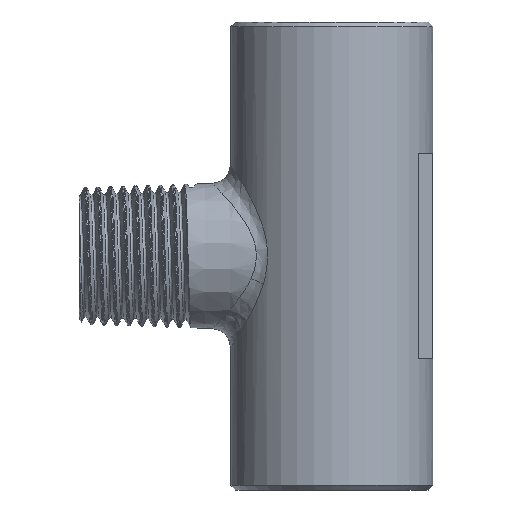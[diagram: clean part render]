
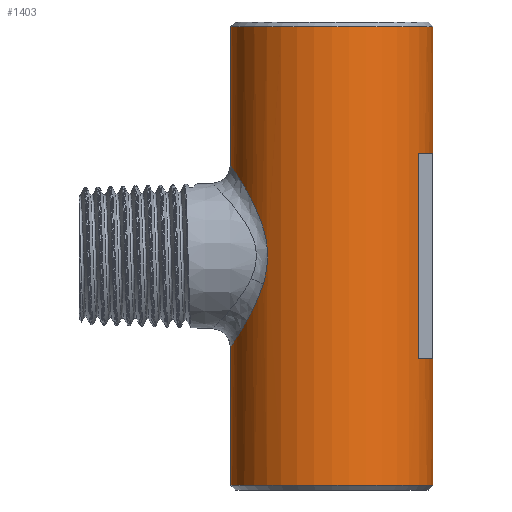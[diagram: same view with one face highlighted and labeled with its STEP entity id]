
A CAD part, front view. The second image highlights one B-rep face of the part: STEP entity #1403.
In plain terms, the highlighted cylindrical face has radius 10.8 mm (diameter 21.6 mm), a full revolution.
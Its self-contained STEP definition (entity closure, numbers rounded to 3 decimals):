
#28=CYLINDRICAL_SURFACE('',#1459,10.8);
#53=CIRCLE('',#1443,10.8);
#54=CIRCLE('',#1445,10.8);
#55=CIRCLE('',#1447,10.8);
#56=CIRCLE('',#1450,10.8);
#61=CIRCLE('',#1460,10.8);
#62=CIRCLE('',#1461,10.8);
#77=LINE('',#26318,#101);
#85=LINE('',#26341,#109);
#101=VECTOR('',#1519,1000.);
#109=VECTOR('',#1541,1000.);
#603=ORIENTED_EDGE('',*,*,#904,.F.);
#604=ORIENTED_EDGE('',*,*,#908,.F.);
#605=ORIENTED_EDGE('',*,*,#911,.F.);
#606=ORIENTED_EDGE('',*,*,#914,.F.);
#607=ORIENTED_EDGE('',*,*,#905,.F.);
#608=ORIENTED_EDGE('',*,*,#900,.F.);
#609=ORIENTED_EDGE('',*,*,#921,.T.);
#610=ORIENTED_EDGE('',*,*,#922,.T.);
#611=ORIENTED_EDGE('',*,*,#893,.T.);
#612=ORIENTED_EDGE('',*,*,#892,.T.);
#613=ORIENTED_EDGE('',*,*,#923,.T.);
#614=ORIENTED_EDGE('',*,*,#924,.T.);
#892=EDGE_CURVE('',#1110,#1108,#1215,.T.);
#893=EDGE_CURVE('',#1111,#1110,#1216,.T.);
#900=EDGE_CURVE('',#1115,#1117,#77,.T.);
#904=EDGE_CURVE('',#1119,#1115,#53,.T.);
#905=EDGE_CURVE('',#1117,#1120,#54,.T.);
#908=EDGE_CURVE('',#1121,#1119,#55,.T.);
#911=EDGE_CURVE('',#1123,#1121,#85,.T.);
#914=EDGE_CURVE('',#1120,#1123,#56,.T.);
#921=EDGE_CURVE('',#1128,#1128,#61,.T.);
#922=EDGE_CURVE('',#1129,#1129,#62,.T.);
#923=EDGE_CURVE('',#1108,#1130,#1221,.T.);
#924=EDGE_CURVE('',#1130,#1111,#1222,.T.);
#1108=VERTEX_POINT('',#26207);
#1110=VERTEX_POINT('',#26226);
#1111=VERTEX_POINT('',#26241);
#1115=VERTEX_POINT('',#26316);
#1117=VERTEX_POINT('',#26319);
#1119=VERTEX_POINT('',#26325);
#1120=VERTEX_POINT('',#26329);
#1121=VERTEX_POINT('',#26333);
#1123=VERTEX_POINT('',#26339);
#1128=VERTEX_POINT('',#26394);
#1129=VERTEX_POINT('',#26396);
#1130=VERTEX_POINT('',#26412);
#1215=B_SPLINE_CURVE_WITH_KNOTS('',3,(#26209,#26210,#26211,#26212,#26213,
#26214,#26215,#26216,#26217,#26218,#26219,#26220,#26221,#26222,#26223,#26224,
#26225),.UNSPECIFIED.,.F.,.F.,(4,1,1,1,1,1,1,1,1,1,1,1,1,1,4),(0.,0.063,
0.125,0.188,0.25,0.313,0.375,0.5,0.563,0.625,0.688,0.75,0.813,0.875,
1.),.UNSPECIFIED.);
#1216=B_SPLINE_CURVE_WITH_KNOTS('',3,(#26227,#26228,#26229,#26230,#26231,
#26232,#26233,#26234,#26235,#26236,#26237,#26238,#26239,#26240),
 .UNSPECIFIED.,.F.,.F.,(4,1,1,1,1,1,1,1,1,1,1,4),(0.,0.125,0.25,0.375,0.5,
0.563,0.625,0.688,0.75,0.813,0.875,1.),.UNSPECIFIED.);
#1221=B_SPLINE_CURVE_WITH_KNOTS('',3,(#26397,#26398,#26399,#26400,#26401,
#26402,#26403,#26404,#26405,#26406,#26407,#26408,#26409,#26410,#26411),
 .UNSPECIFIED.,.F.,.F.,(4,1,1,1,1,1,1,1,1,1,1,1,4),(0.,0.125,0.25,0.375,
0.438,0.5,0.563,0.625,0.688,0.75,0.813,0.875,1.),.UNSPECIFIED.);
#1222=B_SPLINE_CURVE_WITH_KNOTS('',3,(#26413,#26414,#26415,#26416,#26417,
#26418,#26419,#26420,#26421,#26422,#26423,#26424,#26425,#26426,#26427,#26428,
#26429),.UNSPECIFIED.,.F.,.F.,(4,1,1,1,1,1,1,1,1,1,1,1,1,1,4),(0.,0.063,
0.125,0.188,0.25,0.313,0.375,0.5,0.563,0.625,0.688,0.75,0.813,0.875,
1.),.UNSPECIFIED.);
#1270=EDGE_LOOP('',(#603,#604,#605,#606,#607,#608));
#1271=EDGE_LOOP('',(#609));
#1272=EDGE_LOOP('',(#610));
#1273=EDGE_LOOP('',(#611,#612,#613,#614));
#1328=FACE_BOUND('',#1270,.T.);
#1329=FACE_BOUND('',#1271,.T.);
#1330=FACE_BOUND('',#1272,.T.);
#1331=FACE_BOUND('',#1273,.T.);
#1403=ADVANCED_FACE('',(#1328,#1329,#1330,#1331),#28,.T.);
#1443=AXIS2_PLACEMENT_3D('',#26326,#1525,#1526);
#1445=AXIS2_PLACEMENT_3D('',#26328,#1529,#1530);
#1447=AXIS2_PLACEMENT_3D('',#26335,#1535,#1536);
#1450=AXIS2_PLACEMENT_3D('',#26345,#1546,#1547);
#1459=AXIS2_PLACEMENT_3D('',#26392,#1564,#1565);
#1460=AXIS2_PLACEMENT_3D('',#26393,#1566,#1567);
#1461=AXIS2_PLACEMENT_3D('',#26395,#1568,#1569);
#1519=DIRECTION('',(0.,0.,-1.));
#1525=DIRECTION('',(0.,0.,-1.));
#1526=DIRECTION('',(1.,0.,0.));
#1529=DIRECTION('',(0.,0.,1.));
#1530=DIRECTION('',(-1.,0.,0.));
#1535=DIRECTION('',(0.,0.,-1.));
#1536=DIRECTION('',(1.,0.,0.));
#1541=DIRECTION('',(0.,0.,1.));
#1546=DIRECTION('',(0.,0.,1.));
#1547=DIRECTION('',(-1.,0.,0.));
#1564=DIRECTION('',(0.,0.,-1.));
#1565=DIRECTION('',(-1.,0.,0.));
#1566=DIRECTION('',(0.,0.,1.));
#1567=DIRECTION('',(1.,0.,0.));
#1568=DIRECTION('',(0.,0.,-1.));
#1569=DIRECTION('',(1.,0.,0.));
#26207=CARTESIAN_POINT('',(-7.325,7.937,3.));
#26209=CARTESIAN_POINT('',(-10.8,0.,-9.744));
#26210=CARTESIAN_POINT('',(-10.8,0.369,-9.744));
#26211=CARTESIAN_POINT('',(-10.764,1.1,-9.69));
#26212=CARTESIAN_POINT('',(-10.588,2.217,-9.42));
#26213=CARTESIAN_POINT('',(-10.338,3.179,-9.034));
#26214=CARTESIAN_POINT('',(-9.982,4.162,-8.468));
#26215=CARTESIAN_POINT('',(-9.608,4.957,-7.858));
#26216=CARTESIAN_POINT('',(-9.02,5.988,-6.85));
#26217=CARTESIAN_POINT('',(-8.436,6.77,-5.766));
#26218=CARTESIAN_POINT('',(-7.852,7.423,-4.482));
#26219=CARTESIAN_POINT('',(-7.491,7.785,-3.554));
#26220=CARTESIAN_POINT('',(-7.153,8.094,-2.447));
#26221=CARTESIAN_POINT('',(-6.944,8.272,-1.421));
#26222=CARTESIAN_POINT('',(-6.836,8.361,-0.281));
#26223=CARTESIAN_POINT('',(-6.884,8.321,1.209));
#26224=CARTESIAN_POINT('',(-7.105,8.14,2.272));
#26225=CARTESIAN_POINT('',(-7.325,7.937,3.));
#26226=CARTESIAN_POINT('',(-10.8,0.,-9.744));
#26227=CARTESIAN_POINT('',(-7.336,-7.926,-3.036));
#26228=CARTESIAN_POINT('',(-7.47,-7.802,-3.475));
#26229=CARTESIAN_POINT('',(-7.798,-7.485,-4.372));
#26230=CARTESIAN_POINT('',(-8.346,-6.875,-5.57));
#26231=CARTESIAN_POINT('',(-8.934,-6.096,-6.693));
#26232=CARTESIAN_POINT('',(-9.401,-5.342,-7.507));
#26233=CARTESIAN_POINT('',(-9.766,-4.625,-8.115));
#26234=CARTESIAN_POINT('',(-10.006,-4.081,-8.506));
#26235=CARTESIAN_POINT('',(-10.238,-3.458,-8.875));
#26236=CARTESIAN_POINT('',(-10.424,-2.853,-9.166));
#26237=CARTESIAN_POINT('',(-10.595,-2.138,-9.431));
#26238=CARTESIAN_POINT('',(-10.751,-1.203,-9.67));
#26239=CARTESIAN_POINT('',(-10.8,-0.481,-9.744));
#26240=CARTESIAN_POINT('',(-10.8,0.,-9.744));
#26241=CARTESIAN_POINT('',(-7.336,-7.926,-3.036));
#26316=CARTESIAN_POINT('',(9.295,-5.5,11.));
#26318=CARTESIAN_POINT('',(9.295,-5.5,25.));
#26319=CARTESIAN_POINT('',(9.295,-5.5,-11.));
#26325=CARTESIAN_POINT('',(10.8,0.,11.));
#26326=CARTESIAN_POINT('',(0.,0.,11.));
#26328=CARTESIAN_POINT('',(0.,0.,-11.));
#26329=CARTESIAN_POINT('',(10.8,0.,-11.));
#26333=CARTESIAN_POINT('',(9.295,5.5,11.));
#26335=CARTESIAN_POINT('',(0.,0.,11.));
#26339=CARTESIAN_POINT('',(9.295,5.5,-11.));
#26341=CARTESIAN_POINT('',(9.295,5.5,25.));
#26345=CARTESIAN_POINT('',(0.,0.,-11.));
#26392=CARTESIAN_POINT('',(0.,0.,25.));
#26393=CARTESIAN_POINT('',(0.,0.,-24.5));
#26394=CARTESIAN_POINT('',(10.8,0.,-24.5));
#26395=CARTESIAN_POINT('',(0.,0.,24.5));
#26396=CARTESIAN_POINT('',(10.8,0.,24.5));
#26397=CARTESIAN_POINT('',(-7.325,7.937,3.));
#26398=CARTESIAN_POINT('',(-7.456,7.815,3.434));
#26399=CARTESIAN_POINT('',(-7.76,7.525,4.285));
#26400=CARTESIAN_POINT('',(-8.344,6.878,5.567));
#26401=CARTESIAN_POINT('',(-8.826,6.241,6.49));
#26402=CARTESIAN_POINT('',(-9.209,5.65,7.172));
#26403=CARTESIAN_POINT('',(-9.48,5.185,7.638));
#26404=CARTESIAN_POINT('',(-9.766,4.625,8.116));
#26405=CARTESIAN_POINT('',(-10.014,4.061,8.519));
#26406=CARTESIAN_POINT('',(-10.237,3.461,8.874));
#26407=CARTESIAN_POINT('',(-10.42,2.867,9.16));
#26408=CARTESIAN_POINT('',(-10.593,2.146,9.429));
#26409=CARTESIAN_POINT('',(-10.75,1.209,9.67));
#26410=CARTESIAN_POINT('',(-10.8,0.483,9.744));
#26411=CARTESIAN_POINT('',(-10.8,0.,9.744));
#26412=CARTESIAN_POINT('',(-10.8,0.,9.744));
#26413=CARTESIAN_POINT('',(-10.8,0.,9.744));
#26414=CARTESIAN_POINT('',(-10.8,-0.37,9.744));
#26415=CARTESIAN_POINT('',(-10.764,-1.102,9.69));
#26416=CARTESIAN_POINT('',(-10.587,-2.221,9.419));
#26417=CARTESIAN_POINT('',(-10.337,-3.185,9.032));
#26418=CARTESIAN_POINT('',(-9.979,-4.169,8.463));
#26419=CARTESIAN_POINT('',(-9.604,-4.966,7.851));
#26420=CARTESIAN_POINT('',(-9.014,-5.997,6.839));
#26421=CARTESIAN_POINT('',(-8.429,-6.778,5.753));
#26422=CARTESIAN_POINT('',(-7.844,-7.431,4.463));
#26423=CARTESIAN_POINT('',(-7.483,-7.792,3.531));
#26424=CARTESIAN_POINT('',(-7.146,-8.1,2.421));
#26425=CARTESIAN_POINT('',(-6.939,-8.276,1.391));
#26426=CARTESIAN_POINT('',(-6.835,-8.362,0.25));
#26427=CARTESIAN_POINT('',(-6.889,-8.318,-1.244));
#26428=CARTESIAN_POINT('',(-7.113,-8.132,-2.307));
#26429=CARTESIAN_POINT('',(-7.336,-7.926,-3.036));
